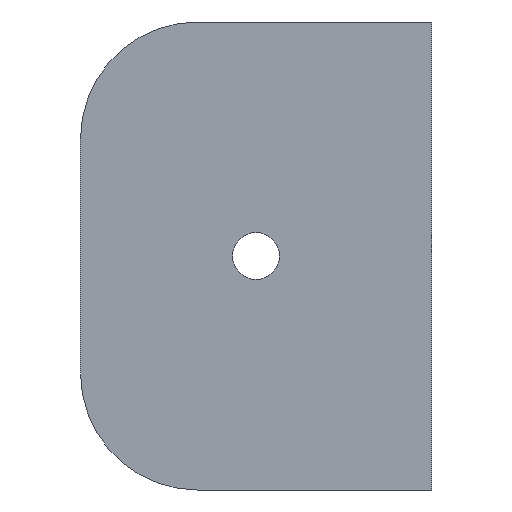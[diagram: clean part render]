
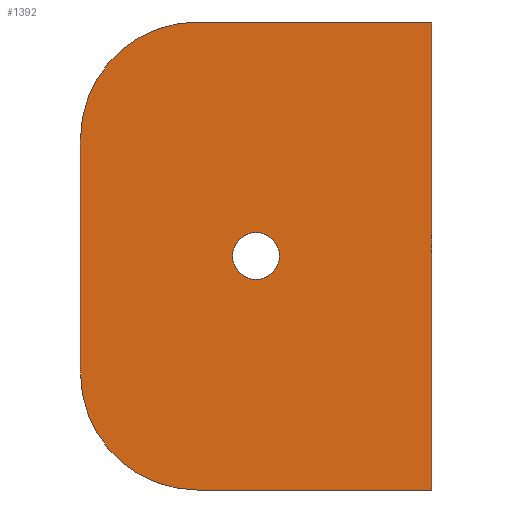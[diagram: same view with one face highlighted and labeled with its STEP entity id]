
A CAD part, left-side view. The second image highlights one B-rep face of the part: STEP entity #1392.
In plain terms, the highlighted planar face has unit normal (-1, 0, 0).
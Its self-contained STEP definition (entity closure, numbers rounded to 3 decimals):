
#23=FACE_BOUND('',#439,.T.);
#53=PLANE('',#1537);
#147=LINE('',#3804,#235);
#153=LINE('',#3846,#241);
#157=LINE('',#3860,#245);
#158=LINE('',#3861,#246);
#235=VECTOR('',#1817,10.);
#241=VECTOR('',#1849,10.);
#245=VECTOR('',#1867,10.);
#246=VECTOR('',#1868,10.);
#352=FACE_OUTER_BOUND('',#438,.T.);
#438=EDGE_LOOP('',(#1266,#1267,#1268,#1269,#1270,#1271));
#439=EDGE_LOOP('',(#1272));
#485=CIRCLE('',#1529,10.);
#486=CIRCLE('',#1532,10.);
#487=CIRCLE('',#1534,2.);
#661=VERTEX_POINT('',#3801);
#662=VERTEX_POINT('',#3803);
#663=VERTEX_POINT('',#3839);
#664=VERTEX_POINT('',#3841);
#665=VERTEX_POINT('',#3845);
#666=VERTEX_POINT('',#3851);
#668=VERTEX_POINT('',#3859);
#855=EDGE_CURVE('',#662,#661,#147,.T.);
#863=EDGE_CURVE('',#663,#664,#485,.T.);
#865=EDGE_CURVE('',#664,#665,#153,.T.);
#867=EDGE_CURVE('',#665,#661,#486,.T.);
#869=EDGE_CURVE('',#666,#666,#487,.T.);
#872=EDGE_CURVE('',#668,#663,#157,.T.);
#873=EDGE_CURVE('',#668,#662,#158,.T.);
#1266=ORIENTED_EDGE('',*,*,#863,.F.);
#1267=ORIENTED_EDGE('',*,*,#872,.F.);
#1268=ORIENTED_EDGE('',*,*,#873,.T.);
#1269=ORIENTED_EDGE('',*,*,#855,.T.);
#1270=ORIENTED_EDGE('',*,*,#867,.F.);
#1271=ORIENTED_EDGE('',*,*,#865,.F.);
#1272=ORIENTED_EDGE('',*,*,#869,.T.);
#1392=ADVANCED_FACE('',(#352,#23),#53,.T.);
#1529=AXIS2_PLACEMENT_3D('',#3842,#1844,#1845);
#1532=AXIS2_PLACEMENT_3D('',#3849,#1853,#1854);
#1534=AXIS2_PLACEMENT_3D('',#3853,#1858,#1859);
#1537=AXIS2_PLACEMENT_3D('',#3858,#1865,#1866);
#1817=DIRECTION('',(0.,1.,0.));
#1844=DIRECTION('center_axis',(1.,0.,0.));
#1845=DIRECTION('ref_axis',(0.,0.707,-0.707));
#1849=DIRECTION('',(0.,0.,1.));
#1853=DIRECTION('center_axis',(1.,0.,0.));
#1854=DIRECTION('ref_axis',(0.,0.707,0.707));
#1858=DIRECTION('center_axis',(1.,0.,0.));
#1859=DIRECTION('ref_axis',(0.,0.,-1.));
#1865=DIRECTION('center_axis',(-1.,0.,0.));
#1866=DIRECTION('ref_axis',(0.,0.,1.));
#1867=DIRECTION('',(0.,1.,0.));
#1868=DIRECTION('',(0.,0.,1.));
#3801=CARTESIAN_POINT('',(0.,20.,0.));
#3803=CARTESIAN_POINT('',(0.,0.,0.));
#3804=CARTESIAN_POINT('',(0.,0.,0.));
#3839=CARTESIAN_POINT('',(0.,20.,-40.));
#3841=CARTESIAN_POINT('',(0.,30.,-30.));
#3842=CARTESIAN_POINT('Origin',(0.,20.,-30.));
#3845=CARTESIAN_POINT('',(0.,30.,-10.));
#3846=CARTESIAN_POINT('',(0.,30.,-40.));
#3849=CARTESIAN_POINT('Origin',(0.,20.,-10.));
#3851=CARTESIAN_POINT('',(0.,15.,-18.));
#3853=CARTESIAN_POINT('Origin',(0.,15.,-20.));
#3858=CARTESIAN_POINT('Origin',(0.,0.,-40.));
#3859=CARTESIAN_POINT('',(0.,0.,-40.));
#3860=CARTESIAN_POINT('',(0.,0.,-40.));
#3861=CARTESIAN_POINT('',(0.,0.,-40.));
